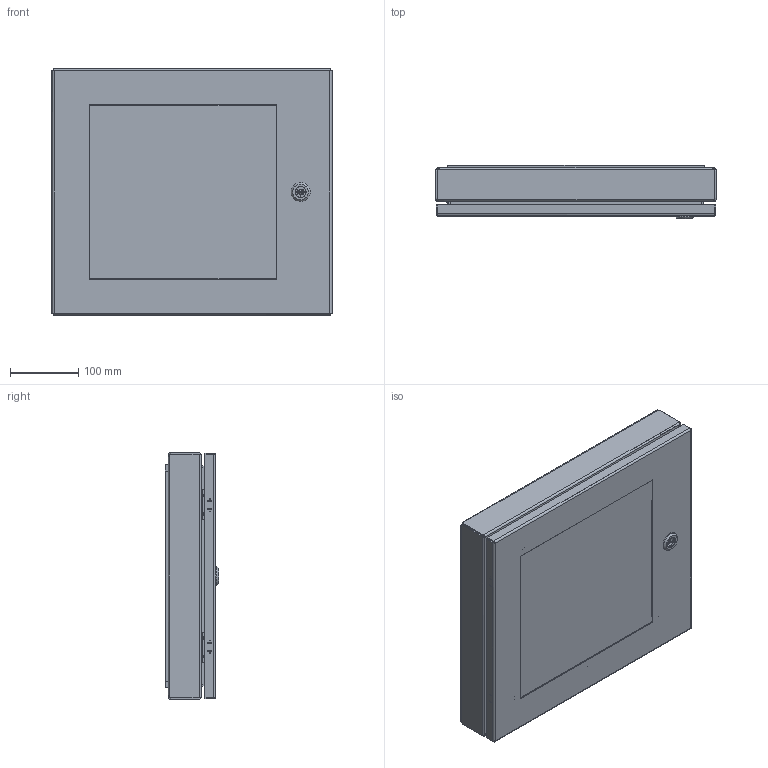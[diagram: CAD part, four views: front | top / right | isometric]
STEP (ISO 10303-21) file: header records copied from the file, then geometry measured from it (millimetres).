
FILE_DESCRIPTION (( 'STEP AP203' ), '1' );
FILE_NAME ('1481WDH1620.step', '2020-11-12T21:39:07', ( 'ADC123' ), ( 'Microsoft' ), 'SwSTEP 2.0', 'SolidWorks 2019', '' );
FILE_SCHEMA (( 'CONFIG_CONTROL_DESIGN' ));
Length unit declared in the file: inch
Products named in the file (1): 1481WDH1620
Bounding box: 409.96 x 77.75 x 360.43 mm (x, y, z)
Volume: 1227637.5 mm3; surface area: 944410.5 mm2
Topology: 56 solids, 57 shells, 1031 faces, 2184 edges, 1293 vertices
Faces by surface type: plane 623, cylinder 238, cone 84, bspline 74, torus 12
Full cylindrical faces by diameter (mm): 3.307 x12, 4.166 x12, 4.369 x2, 5.74 x14, 5.893 x2, 6.096 x2, 6.35 x13, 7.137 x10, 7.417 x2, 7.937 x1, 9.347 x12, 10.109 x6, 11.557 x4, 13.335 x1, 15.875 x1, 19.939 x2, 27.94 x1
Entity records: 31071 total; most frequent: CARTESIAN_POINT 10014, DIRECTION 4158, ORIENTED_EDGE 4092, EDGE_CURVE 2046, AXIS2_PLACEMENT_3D 1472, VERTEX_POINT 1286, EDGE_LOOP 1272, LINE 1214
